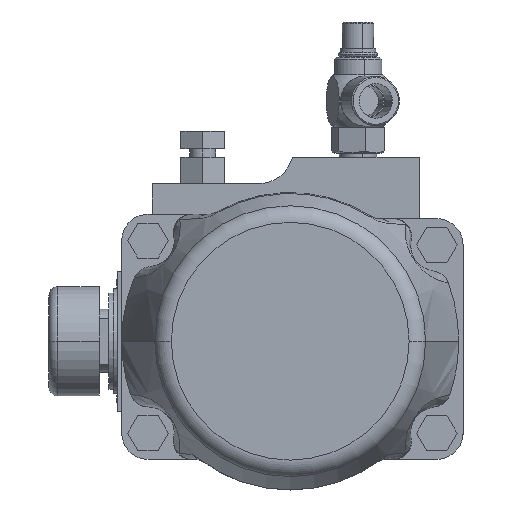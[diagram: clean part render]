
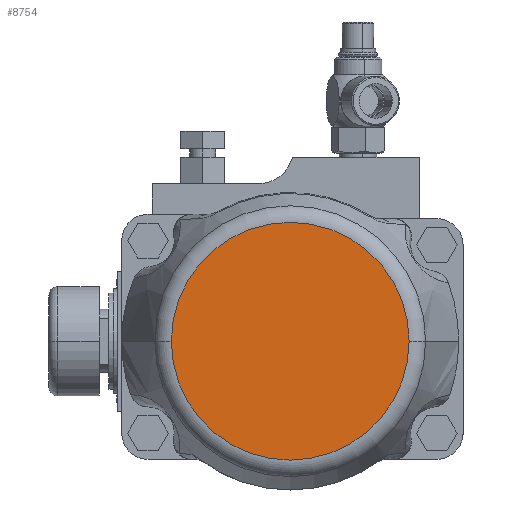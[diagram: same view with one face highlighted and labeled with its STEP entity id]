
A CAD part, left-side view. The second image highlights one B-rep face of the part: STEP entity #8754.
In plain terms, the highlighted planar face has unit normal (-1, 0, 0).
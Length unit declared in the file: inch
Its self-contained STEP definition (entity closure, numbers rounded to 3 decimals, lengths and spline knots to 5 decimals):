
#1=CARTESIAN_POINT('',(-5.625,0.,0.));
#2=DIRECTION('',(-1.,0.,0.));
#3=DIRECTION('',(0.,-1.,0.));
#4=AXIS2_PLACEMENT_3D('',#1,#2,#3);
#6=CARTESIAN_POINT('',(-5.625,0.,0.));
#7=DIRECTION('',(-1.,0.,0.));
#8=DIRECTION('',(0.,1.,0.));
#9=AXIS2_PLACEMENT_3D('',#6,#7,#8);
#7275=CARTESIAN_POINT('',(-5.625,-1.69833,0.));
#7276=CARTESIAN_POINT('',(-5.625,1.69833,0.));
#7277=VERTEX_POINT('',#7275);
#7278=VERTEX_POINT('',#7276);
#8743=CARTESIAN_POINT('',(-5.625,0.,0.));
#8744=DIRECTION('',(1.,0.,0.));
#8745=DIRECTION('',(0.,0.,-1.));
#8746=AXIS2_PLACEMENT_3D('',#8743,#8744,#8745);
#8747=PLANE('',#8746);
#8749=ORIENTED_EDGE('',*,*,#8748,.F.);
#8751=ORIENTED_EDGE('',*,*,#8750,.F.);
#8752=EDGE_LOOP('',(#8749,#8751));
#8753=FACE_OUTER_BOUND('',#8752,.F.);
#5=CIRCLE('',#4,1.69833);
#10=CIRCLE('',#9,1.69833);
#8748=EDGE_CURVE('',#7277,#7278,#5,.T.);
#8750=EDGE_CURVE('',#7278,#7277,#10,.T.);
#8754=ADVANCED_FACE('',(#8753),#8747,.F.);
